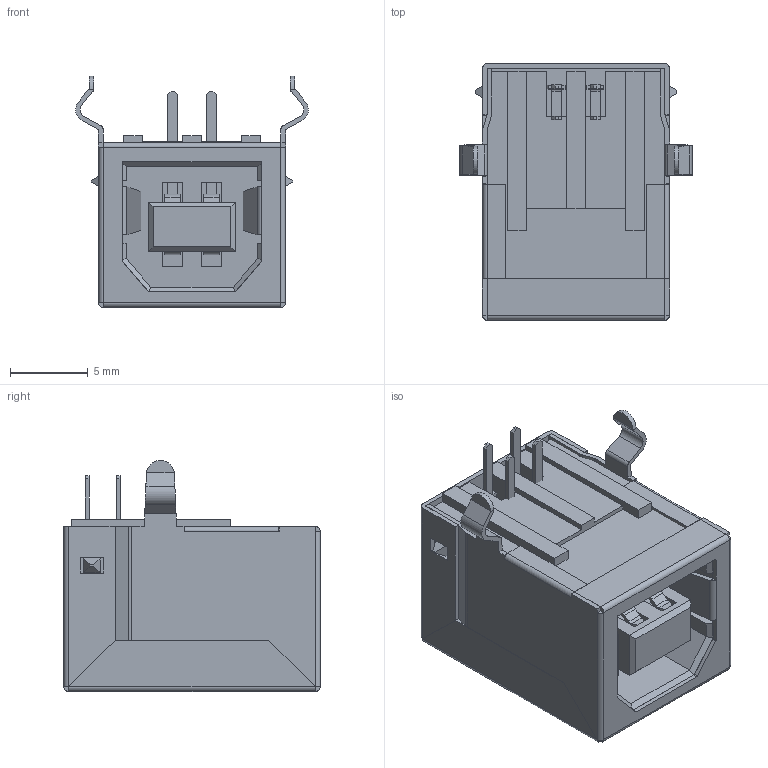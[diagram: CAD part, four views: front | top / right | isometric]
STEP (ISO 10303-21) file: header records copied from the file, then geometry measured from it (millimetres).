
FILE_DESCRIPTION (( 'STEP AP214' ), '1' );
FILE_NAME ('User Library-USB B type.STEP', '2018-08-29T07:46:17', ( '' ), ( '' ), 'SwSTEP 2.0', 'SolidWorks 2018', '' );
FILE_SCHEMA (( 'AUTOMOTIVE_DESIGN' ));
Length unit declared in the file: millimetre
Products named in the file (5): User Library-USB B type_Insulator; User Library-USB B type_Pin; User Library-USB B type; User Library-USB B type_shielding; User Library-USB B type_Pin_2
Assembly tree (6 placements, depth 2):
  User Library-USB B type
    User Library-USB B type_Insulator
    User Library-USB B type_shielding
    User Library-USB B type_Pin_2  x2
    User Library-USB B type_Pin  x2
Bounding box: 14.97 x 16.5 x 14.86 mm (x, y, z)
Volume: 1084.2 mm3; surface area: 3634.6 mm2
Topology: 5 solids, 6 shells, 559 faces, 1492 edges, 950 vertices
Faces by surface type: plane 459, cylinder 100
Entity records: 18800 total; most frequent: CARTESIAN_POINT 2607, ORIENTED_EDGE 2432, DIRECTION 2238, EDGE_CURVE 1220, VECTOR 1052, LINE 1052, VERTEX_POINT 774, AXIS2_PLACEMENT_3D 593
